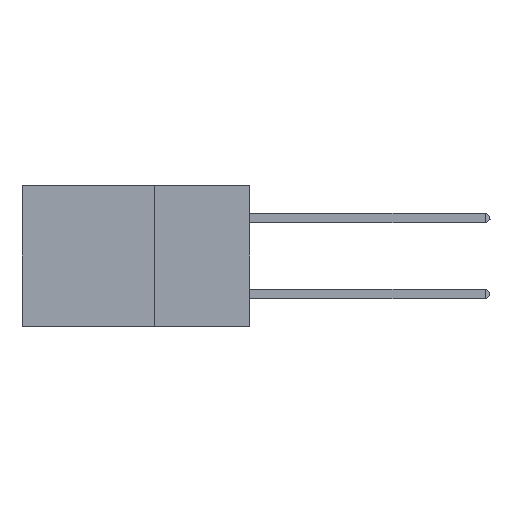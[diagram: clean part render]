
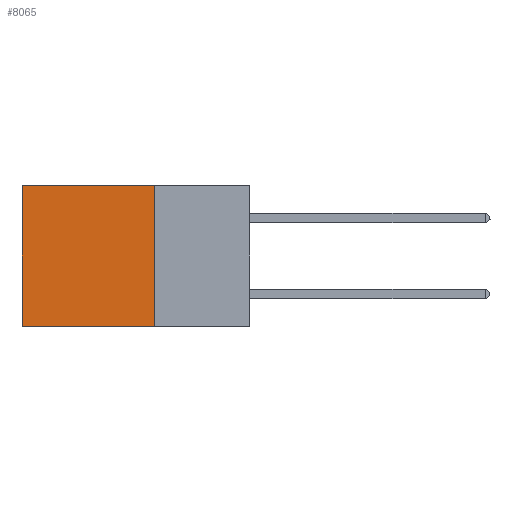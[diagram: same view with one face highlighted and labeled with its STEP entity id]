
A CAD part, left-side view. The second image highlights one B-rep face of the part: STEP entity #8065.
In plain terms, the highlighted planar face has unit normal (-1, 0, 0).
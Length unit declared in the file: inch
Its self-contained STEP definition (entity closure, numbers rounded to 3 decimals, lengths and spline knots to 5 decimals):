
#845 = CARTESIAN_POINT ( 'NONE',  ( 0.2875, 0.25, -0.37 ) ) ;
#1184 = LINE ( 'NONE', #1263, #8176 ) ;
#1263 = CARTESIAN_POINT ( 'NONE',  ( 0.2875, 0.25, 0. ) ) ;
#1309 = EDGE_CURVE ( 'NONE', #1692, #9308, #16123, .T. ) ;
#1692 = VERTEX_POINT ( 'NONE', #9822 ) ;
#1695 = AXIS2_PLACEMENT_3D ( 'NONE', #15602, #15440, #2577 ) ;
#1969 = CARTESIAN_POINT ( 'NONE',  ( 0.2875, 0.6, 0. ) ) ;
#2098 = DIRECTION ( 'NONE',  ( 0., 0., -1. ) ) ;
#2577 = DIRECTION ( 'NONE',  ( 0., 0., -1. ) ) ;
#2664 = FACE_OUTER_BOUND ( 'NONE', #10439, .T. ) ;
#3101 = EDGE_CURVE ( 'NONE', #3786, #3299, #16429, .T. ) ;
#3156 = VECTOR ( 'NONE', #13720, 39.37008 ) ;
#3299 = VERTEX_POINT ( 'NONE', #1969 ) ;
#3786 = VERTEX_POINT ( 'NONE', #5865 ) ;
#3978 = EDGE_CURVE ( 'NONE', #3786, #1692, #1184, .T. ) ;
#5123 = CARTESIAN_POINT ( 'NONE',  ( 0.2875, 0.6, -0.37 ) ) ;
#5256 = PLANE ( 'NONE',  #1695 ) ;
#5865 = CARTESIAN_POINT ( 'NONE',  ( 0.2875, 0.25, 0. ) ) ;
#7094 = LINE ( 'NONE', #12303, #9152 ) ;
#7457 = ORIENTED_EDGE ( 'NONE', *, *, #3978, .F. ) ;
#7698 = EDGE_CURVE ( 'NONE', #3299, #9308, #7094, .T. ) ;
#7895 = DIRECTION ( 'NONE',  ( 0., 1., 0. ) ) ;
#8065 = ADVANCED_FACE ( 'NONE', ( #2664 ), #5256, .F. ) ;
#8176 = VECTOR ( 'NONE', #15056, 39.37008 ) ;
#9087 = VECTOR ( 'NONE', #7895, 39.37008 ) ;
#9152 = VECTOR ( 'NONE', #2098, 39.37008 ) ;
#9308 = VERTEX_POINT ( 'NONE', #5123 ) ;
#9822 = CARTESIAN_POINT ( 'NONE',  ( 0.2875, 0.25, -0.37 ) ) ;
#10096 = CARTESIAN_POINT ( 'NONE',  ( 0.2875, 0.25, 0. ) ) ;
#10439 = EDGE_LOOP ( 'NONE', ( #10943, #12009, #7457, #10519 ) ) ;
#10519 = ORIENTED_EDGE ( 'NONE', *, *, #3101, .T. ) ;
#10943 = ORIENTED_EDGE ( 'NONE', *, *, #7698, .T. ) ;
#12009 = ORIENTED_EDGE ( 'NONE', *, *, #1309, .F. ) ;
#12303 = CARTESIAN_POINT ( 'NONE',  ( 0.2875, 0.6, 0. ) ) ;
#13720 = DIRECTION ( 'NONE',  ( 0., 1., 0. ) ) ;
#15056 = DIRECTION ( 'NONE',  ( 0., 0., -1. ) ) ;
#15440 = DIRECTION ( 'NONE',  ( 1., 0., 0. ) ) ;
#15602 = CARTESIAN_POINT ( 'NONE',  ( 0.2875, 0.25, 0. ) ) ;
#16123 = LINE ( 'NONE', #845, #3156 ) ;
#16429 = LINE ( 'NONE', #10096, #9087 ) ;
